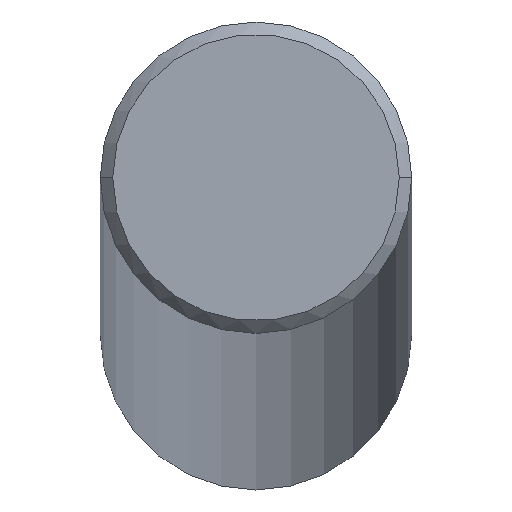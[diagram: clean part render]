
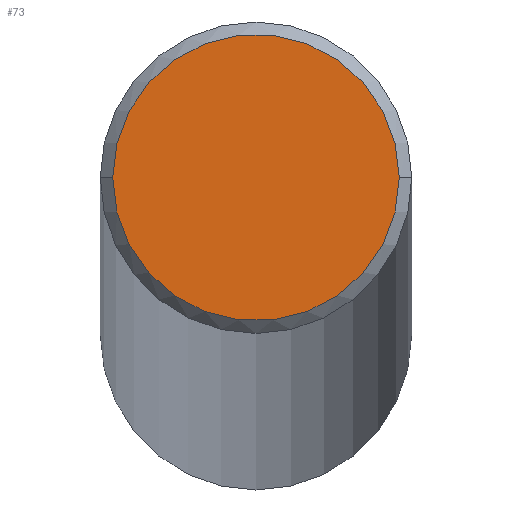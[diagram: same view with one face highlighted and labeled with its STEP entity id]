
A CAD part, top view. The second image highlights one B-rep face of the part: STEP entity #73.
In plain terms, the highlighted planar face has unit normal (0, 0, 1).
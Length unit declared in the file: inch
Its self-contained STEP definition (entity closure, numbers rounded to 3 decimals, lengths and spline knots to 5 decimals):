
#12 = VERTEX_POINT ( 'NONE', #74 ) ;
#24 = DIRECTION ( 'NONE',  ( 0., 0., 1. ) ) ;
#35 = VERTEX_POINT ( 'NONE', #175 ) ;
#47 = FACE_OUTER_BOUND ( 'NONE', #62, .T. ) ;
#53 = EDGE_CURVE ( 'NONE', #35, #12, #248, .T. ) ;
#62 = EDGE_LOOP ( 'NONE', ( #121, #71 ) ) ;
#63 = DIRECTION ( 'NONE',  ( 0., 0., 1. ) ) ;
#71 = ORIENTED_EDGE ( 'NONE', *, *, #118, .T. ) ;
#73 = ADVANCED_FACE ( 'NONE', ( #47 ), #234, .T. ) ;
#74 = CARTESIAN_POINT ( 'NONE',  ( 0.0575, 0., 18. ) ) ;
#76 = DIRECTION ( 'NONE',  ( 0., 0., 1. ) ) ;
#79 = CIRCLE ( 'NONE', #81, 0.0575 ) ;
#81 = AXIS2_PLACEMENT_3D ( 'NONE', #181, #63, #198 ) ;
#118 = EDGE_CURVE ( 'NONE', #12, #35, #79, .T. ) ;
#121 = ORIENTED_EDGE ( 'NONE', *, *, #53, .T. ) ;
#136 = AXIS2_PLACEMENT_3D ( 'NONE', #177, #24, #160 ) ;
#160 = DIRECTION ( 'NONE',  ( 1., 0., 0. ) ) ;
#175 = CARTESIAN_POINT ( 'NONE',  ( -0.0575, 0., 18. ) ) ;
#177 = CARTESIAN_POINT ( 'NONE',  ( 0., 0., 18. ) ) ;
#181 = CARTESIAN_POINT ( 'NONE',  ( 0., 0., 18. ) ) ;
#187 = AXIS2_PLACEMENT_3D ( 'NONE', #194, #76, #213 ) ;
#194 = CARTESIAN_POINT ( 'NONE',  ( 0., 0., 18. ) ) ;
#198 = DIRECTION ( 'NONE',  ( 1., 0., 0. ) ) ;
#213 = DIRECTION ( 'NONE',  ( 1., 0., 0. ) ) ;
#234 = PLANE ( 'NONE',  #136 ) ;
#248 = CIRCLE ( 'NONE', #187, 0.0575 ) ;
